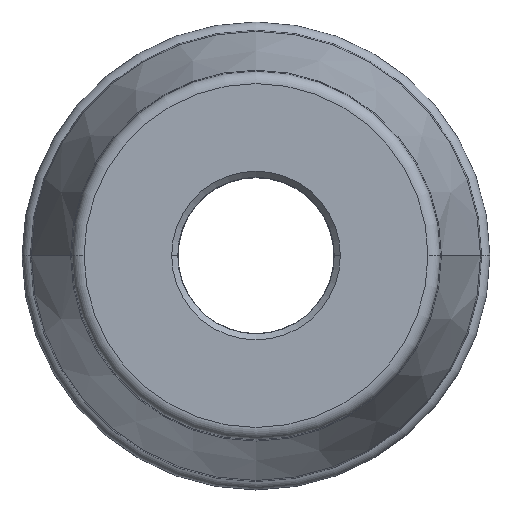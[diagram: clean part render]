
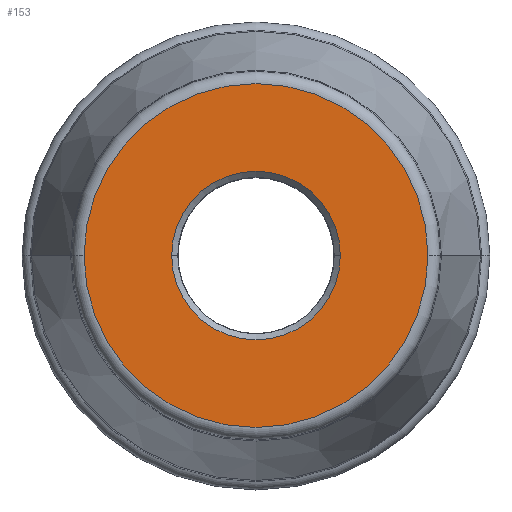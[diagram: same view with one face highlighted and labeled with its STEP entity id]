
A CAD part, top view. The second image highlights one B-rep face of the part: STEP entity #153.
In plain terms, the highlighted planar face has unit normal (0, 0, 1).
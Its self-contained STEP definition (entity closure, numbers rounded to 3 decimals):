
#62=PLANE('',#1596);
#73=FACE_BOUND('',#352,.T.);
#74=FACE_BOUND('',#353,.T.);
#153=ADVANCED_FACE('',(#73,#74),#62,.F.);
#352=EDGE_LOOP('',(#594,#595));
#353=EDGE_LOOP('',(#596,#597));
#594=ORIENTED_EDGE('',*,*,#996,.F.);
#595=ORIENTED_EDGE('',*,*,#995,.F.);
#596=ORIENTED_EDGE('',*,*,#997,.F.);
#597=ORIENTED_EDGE('',*,*,#998,.F.);
#834=VERTEX_POINT('',#2466);
#835=VERTEX_POINT('',#2468);
#836=VERTEX_POINT('',#2473);
#837=VERTEX_POINT('',#2474);
#995=EDGE_CURVE('',#835,#834,#1150,.T.);
#996=EDGE_CURVE('',#834,#835,#1151,.T.);
#997=EDGE_CURVE('',#836,#837,#1152,.T.);
#998=EDGE_CURVE('',#837,#836,#1153,.T.);
#1150=CIRCLE('',#1591,28.);
#1151=CIRCLE('',#1593,28.);
#1152=CIRCLE('',#1594,13.735);
#1153=CIRCLE('',#1595,13.735);
#1591=AXIS2_PLACEMENT_3D('',#2469,#2013,#2014);
#1593=AXIS2_PLACEMENT_3D('',#2471,#2017,#2018);
#1594=AXIS2_PLACEMENT_3D('',#2472,#2019,#2020);
#1595=AXIS2_PLACEMENT_3D('',#2475,#2021,#2022);
#1596=AXIS2_PLACEMENT_3D('',#2476,#2023,#2024);
#2013=DIRECTION('',(0.,0.,-1.));
#2014=DIRECTION('',(-1.,0.,0.));
#2017=DIRECTION('',(0.,0.,-1.));
#2018=DIRECTION('',(1.,0.,0.));
#2019=DIRECTION('',(0.,0.,1.));
#2020=DIRECTION('',(1.,0.,0.));
#2021=DIRECTION('',(0.,0.,1.));
#2022=DIRECTION('',(-1.,0.,0.));
#2023=DIRECTION('',(0.,0.,-1.));
#2024=DIRECTION('',(1.,0.,0.));
#2466=CARTESIAN_POINT('',(28.,0.,0.));
#2468=CARTESIAN_POINT('',(-28.,0.,0.));
#2469=CARTESIAN_POINT('',(0.,0.,0.));
#2471=CARTESIAN_POINT('',(0.,0.,0.));
#2472=CARTESIAN_POINT('',(0.,0.,0.));
#2473=CARTESIAN_POINT('',(13.735,0.,0.));
#2474=CARTESIAN_POINT('',(-13.735,0.,0.));
#2475=CARTESIAN_POINT('',(0.,0.,0.));
#2476=CARTESIAN_POINT('',(0.,0.,0.));
